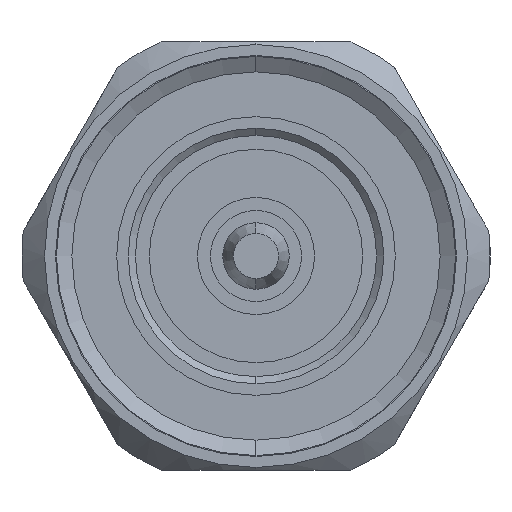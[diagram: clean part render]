
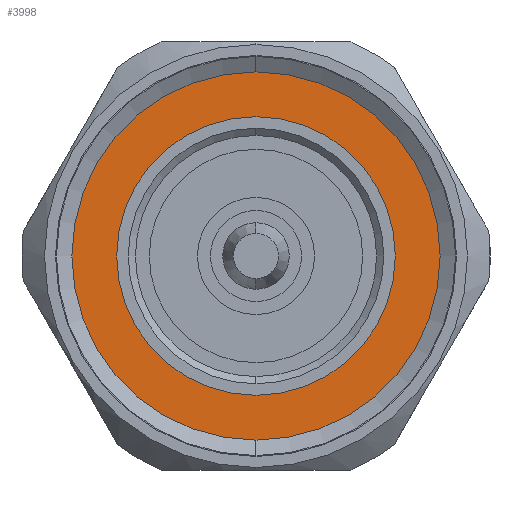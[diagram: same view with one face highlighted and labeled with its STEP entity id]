
A CAD part, left-side view. The second image highlights one B-rep face of the part: STEP entity #3998.
In plain terms, the highlighted planar face has unit normal (-1, 0, 0).
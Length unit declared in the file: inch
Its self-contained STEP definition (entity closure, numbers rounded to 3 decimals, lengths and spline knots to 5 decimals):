
#42 = AXIS2_PLACEMENT_3D ( 'NONE', #3420, #723, #2834 ) ;
#86 = VERTEX_POINT ( 'NONE', #2805 ) ;
#105 = EDGE_LOOP ( 'NONE', ( #2643, #2480 ) ) ;
#323 = EDGE_CURVE ( 'NONE', #86, #1352, #2979, .T. ) ;
#612 = DIRECTION ( 'NONE',  ( 0., 0., -1. ) ) ;
#692 = FACE_OUTER_BOUND ( 'NONE', #105, .T. ) ;
#721 = CARTESIAN_POINT ( 'NONE',  ( 0.447, 0., 0. ) ) ;
#723 = DIRECTION ( 'NONE',  ( -1., 0., 0. ) ) ;
#1029 = FACE_BOUND ( 'NONE', #1531, .T. ) ;
#1042 = CARTESIAN_POINT ( 'NONE',  ( 0.447, 0., 0. ) ) ;
#1194 = CIRCLE ( 'NONE', #4255, 0.41 ) ;
#1273 = VERTEX_POINT ( 'NONE', #2028 ) ;
#1348 = DIRECTION ( 'NONE',  ( -1., 0., 0. ) ) ;
#1352 = VERTEX_POINT ( 'NONE', #3419 ) ;
#1388 = PLANE ( 'NONE',  #2393 ) ;
#1395 = EDGE_CURVE ( 'NONE', #3701, #1273, #3660, .T. ) ;
#1531 = EDGE_LOOP ( 'NONE', ( #3862, #4043 ) ) ;
#1648 = EDGE_CURVE ( 'NONE', #1273, #3701, #1194, .T. ) ;
#1716 = DIRECTION ( 'NONE',  ( -1., 0., 0. ) ) ;
#1735 = DIRECTION ( 'NONE',  ( 0., 0., 1. ) ) ;
#2028 = CARTESIAN_POINT ( 'NONE',  ( 0.447, 0., -0.41 ) ) ;
#2068 = CARTESIAN_POINT ( 'NONE',  ( 0.447, 0., 0. ) ) ;
#2125 = AXIS2_PLACEMENT_3D ( 'NONE', #2068, #1716, #1735 ) ;
#2393 = AXIS2_PLACEMENT_3D ( 'NONE', #3657, #3714, #612 ) ;
#2480 = ORIENTED_EDGE ( 'NONE', *, *, #323, .T. ) ;
#2643 = ORIENTED_EDGE ( 'NONE', *, *, #4306, .T. ) ;
#2805 = CARTESIAN_POINT ( 'NONE',  ( 0.447, 0., -0.55659 ) ) ;
#2834 = DIRECTION ( 'NONE',  ( 0., 0., 1. ) ) ;
#2979 = CIRCLE ( 'NONE', #42, 0.55659 ) ;
#3094 = AXIS2_PLACEMENT_3D ( 'NONE', #1042, #3845, #3440 ) ;
#3369 = DIRECTION ( 'NONE',  ( 0., 0., 1. ) ) ;
#3419 = CARTESIAN_POINT ( 'NONE',  ( 0.447, 0., 0.55659 ) ) ;
#3420 = CARTESIAN_POINT ( 'NONE',  ( 0.447, 0., 0. ) ) ;
#3440 = DIRECTION ( 'NONE',  ( 0., 0., 1. ) ) ;
#3657 = CARTESIAN_POINT ( 'NONE',  ( 0.447, 0., 0. ) ) ;
#3660 = CIRCLE ( 'NONE', #3094, 0.41 ) ;
#3701 = VERTEX_POINT ( 'NONE', #3858 ) ;
#3714 = DIRECTION ( 'NONE',  ( 1., 0., 0. ) ) ;
#3745 = CIRCLE ( 'NONE', #2125, 0.55659 ) ;
#3845 = DIRECTION ( 'NONE',  ( -1., 0., 0. ) ) ;
#3858 = CARTESIAN_POINT ( 'NONE',  ( 0.447, 0., 0.41 ) ) ;
#3862 = ORIENTED_EDGE ( 'NONE', *, *, #1395, .F. ) ;
#3998 = ADVANCED_FACE ( 'NONE', ( #1029, #692 ), #1388, .F. ) ;
#4043 = ORIENTED_EDGE ( 'NONE', *, *, #1648, .F. ) ;
#4255 = AXIS2_PLACEMENT_3D ( 'NONE', #721, #1348, #3369 ) ;
#4306 = EDGE_CURVE ( 'NONE', #1352, #86, #3745, .T. ) ;
